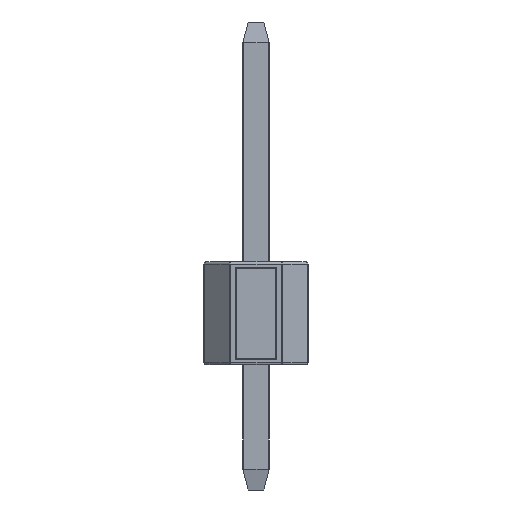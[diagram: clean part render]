
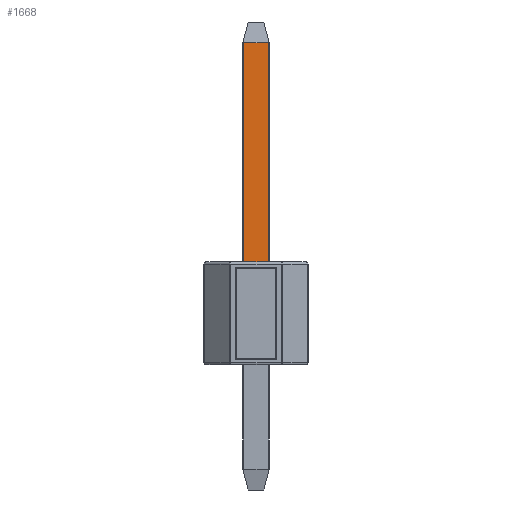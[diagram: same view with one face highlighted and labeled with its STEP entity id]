
A CAD part, left-side view. The second image highlights one B-rep face of the part: STEP entity #1668.
In plain terms, the highlighted planar face has unit normal (-1, 0, 0).
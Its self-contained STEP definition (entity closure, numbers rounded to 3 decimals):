
#319=FACE_OUTER_BOUND('',#413,.T.);
#413=EDGE_LOOP('',(#1358,#1359,#1360,#1361));
#522=LINE('',#2745,#662);
#545=LINE('',#2793,#685);
#546=LINE('',#2795,#686);
#547=LINE('',#2796,#687);
#662=VECTOR('',#2255,10.);
#685=VECTOR('',#2306,10.);
#686=VECTOR('',#2307,10.);
#687=VECTOR('',#2308,10.);
#726=VERTEX_POINT('',#2486);
#729=VERTEX_POINT('',#2493);
#808=VERTEX_POINT('',#2792);
#809=VERTEX_POINT('',#2794);
#978=EDGE_CURVE('',#729,#726,#522,.T.);
#1001=EDGE_CURVE('',#808,#726,#545,.T.);
#1002=EDGE_CURVE('',#809,#808,#546,.T.);
#1003=EDGE_CURVE('',#729,#809,#547,.T.);
#1358=ORIENTED_EDGE('',*,*,#978,.T.);
#1359=ORIENTED_EDGE('',*,*,#1001,.F.);
#1360=ORIENTED_EDGE('',*,*,#1002,.F.);
#1361=ORIENTED_EDGE('',*,*,#1003,.F.);
#1491=PLANE('',#1868);
#1668=ADVANCED_FACE('',(#319),#1491,.T.);
#1868=AXIS2_PLACEMENT_3D('',#2791,#2304,#2305);
#2255=DIRECTION('',(0.,-1.,0.));
#2304=DIRECTION('center_axis',(-1.,0.,0.));
#2305=DIRECTION('ref_axis',(0.,0.,1.));
#2306=DIRECTION('',(0.,0.,-1.));
#2307=DIRECTION('',(0.,-1.,0.));
#2308=DIRECTION('',(0.,0.,1.));
#2486=CARTESIAN_POINT('',(-0.32,-0.297,2.5));
#2493=CARTESIAN_POINT('',(-0.32,0.292,2.5));
#2745=CARTESIAN_POINT('',(-0.32,-0.003,2.5));
#2791=CARTESIAN_POINT('Origin',(-0.32,-0.003,2.645));
#2792=CARTESIAN_POINT('',(-0.32,-0.297,7.832));
#2793=CARTESIAN_POINT('',(-0.32,-0.297,5.493));
#2794=CARTESIAN_POINT('',(-0.32,0.292,7.832));
#2795=CARTESIAN_POINT('',(-0.32,0.158,7.832));
#2796=CARTESIAN_POINT('',(-0.32,0.292,-0.202));
